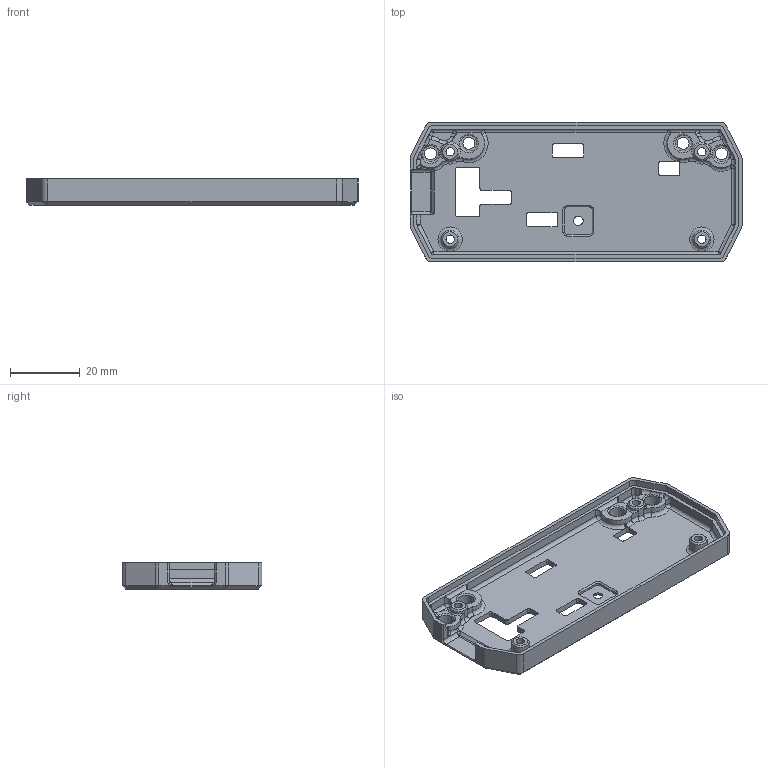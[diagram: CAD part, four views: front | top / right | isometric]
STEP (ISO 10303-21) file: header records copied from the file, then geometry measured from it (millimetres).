
FILE_DESCRIPTION(/* description */ (''),/* implementation_level */ '2;1');
FILE_NAME(/* name */ 'Housing_Rear_M2_10_x1.step',/* time_stamp */ '2022-04-19T21:15:36-07:00',/* author */ (''),/* organization */ (''),/* preprocessor_version */ 'ST-DEVELOPER v18.1',/* originating_system */ 'Autodesk Translation Framework v10.14.0.1471',/* authorisation */ '');
FILE_SCHEMA (('AUTOMOTIVE_DESIGN { 1 0 10303 214 3 1 1 }'));
Length unit declared in the file: millimetre
Products named in the file (1): Housing
Bounding box: 95 x 40 x 7.5 mm (x, y, z)
Volume: 9231.1 mm3; surface area: 10577.6 mm2
Topology: 1 solids, 1 shells, 354 faces, 870 edges, 512 vertices
Faces by surface type: plane 118, cylinder 115, cone 57, torus 32, sphere 16, bspline 16
Full cylindrical faces by diameter (mm): 2.4 x4, 2.75 x1, 3.4 x4, 4.2 x4, 4.6 x4, 5 x4
Entity records: 11397 total; most frequent: CARTESIAN_POINT 2917, DIRECTION 1876, ORIENTED_EDGE 1716, EDGE_CURVE 858, AXIS2_PLACEMENT_3D 722, VERTEX_POINT 512, LINE 432, VECTOR 432
